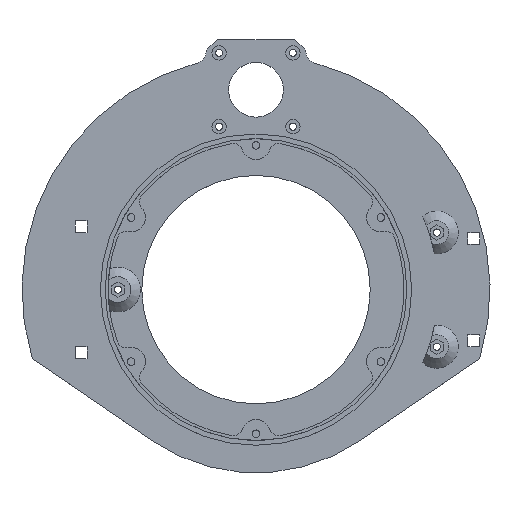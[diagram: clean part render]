
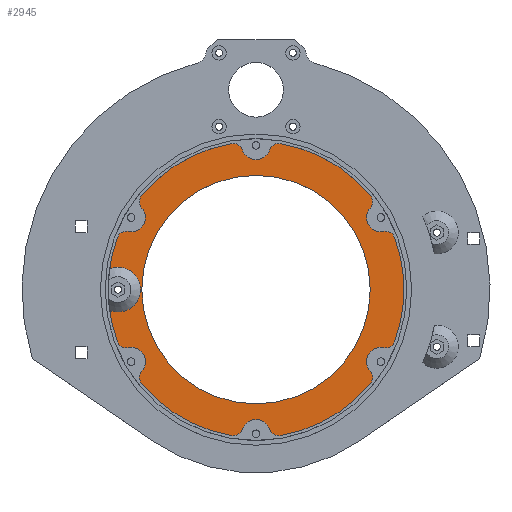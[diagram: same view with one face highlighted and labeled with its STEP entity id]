
A CAD part, top view. The second image highlights one B-rep face of the part: STEP entity #2945.
In plain terms, the highlighted planar face has unit normal (0, 0, 1).
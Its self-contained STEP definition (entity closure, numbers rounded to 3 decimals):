
#53=FACE_BOUND('',#884,.T.);
#693=FACE_OUTER_BOUND('',#883,.T.);
#883=EDGE_LOOP('',(#2313,#2314,#2315,#2316,#2317,#2318,#2319,#2320,#2321,
#2322,#2323,#2324,#2325,#2326,#2327,#2328,#2329,#2330,#2331,#2332,#2333,
#2334,#2335,#2336,#2337,#2338));
#884=EDGE_LOOP('',(#2339));
#1063=CIRCLE('',#3173,4.);
#1065=CIRCLE('',#3176,6.);
#1067=CIRCLE('',#3179,4.);
#1069=CIRCLE('',#3182,62.2);
#1071=CIRCLE('',#3185,4.);
#1073=CIRCLE('',#3188,6.);
#1075=CIRCLE('',#3191,4.);
#1077=CIRCLE('',#3194,62.2);
#1079=CIRCLE('',#3197,4.);
#1081=CIRCLE('',#3200,6.);
#1083=CIRCLE('',#3203,4.);
#1085=CIRCLE('',#3206,62.2);
#1087=CIRCLE('',#3208,62.2);
#1089=CIRCLE('',#3211,4.);
#1091=CIRCLE('',#3214,6.);
#1093=CIRCLE('',#3217,4.);
#1095=CIRCLE('',#3220,62.2);
#1097=CIRCLE('',#3223,4.);
#1099=CIRCLE('',#3226,6.);
#1101=CIRCLE('',#3229,4.);
#1103=CIRCLE('',#3232,62.2);
#1105=CIRCLE('',#3235,4.);
#1107=CIRCLE('',#3238,6.);
#1109=CIRCLE('',#3241,4.);
#1111=CIRCLE('',#3244,62.2);
#1112=CIRCLE('',#3245,9.4);
#1113=CIRCLE('',#3246,48.);
#1316=VERTEX_POINT('',#4724);
#1317=VERTEX_POINT('',#4725);
#1320=VERTEX_POINT('',#4733);
#1322=VERTEX_POINT('',#4739);
#1324=VERTEX_POINT('',#4745);
#1326=VERTEX_POINT('',#4751);
#1328=VERTEX_POINT('',#4757);
#1330=VERTEX_POINT('',#4763);
#1332=VERTEX_POINT('',#4769);
#1334=VERTEX_POINT('',#4775);
#1336=VERTEX_POINT('',#4781);
#1338=VERTEX_POINT('',#4787);
#1340=VERTEX_POINT('',#4793);
#1343=VERTEX_POINT('',#4804);
#1344=VERTEX_POINT('',#4811);
#1346=VERTEX_POINT('',#4817);
#1348=VERTEX_POINT('',#4823);
#1350=VERTEX_POINT('',#4829);
#1352=VERTEX_POINT('',#4835);
#1354=VERTEX_POINT('',#4841);
#1356=VERTEX_POINT('',#4847);
#1358=VERTEX_POINT('',#4853);
#1360=VERTEX_POINT('',#4859);
#1362=VERTEX_POINT('',#4865);
#1364=VERTEX_POINT('',#4871);
#1366=VERTEX_POINT('',#4877);
#1368=VERTEX_POINT('',#4885);
#1663=EDGE_CURVE('',#1316,#1317,#1063,.T.);
#1667=EDGE_CURVE('',#1320,#1316,#1065,.T.);
#1670=EDGE_CURVE('',#1322,#1320,#1067,.T.);
#1673=EDGE_CURVE('',#1324,#1322,#1069,.T.);
#1676=EDGE_CURVE('',#1326,#1324,#1071,.T.);
#1679=EDGE_CURVE('',#1328,#1326,#1073,.T.);
#1682=EDGE_CURVE('',#1330,#1328,#1075,.T.);
#1685=EDGE_CURVE('',#1332,#1330,#1077,.T.);
#1688=EDGE_CURVE('',#1334,#1332,#1079,.T.);
#1691=EDGE_CURVE('',#1336,#1334,#1081,.T.);
#1694=EDGE_CURVE('',#1338,#1336,#1083,.T.);
#1697=EDGE_CURVE('',#1340,#1338,#1085,.T.);
#1701=EDGE_CURVE('',#1344,#1343,#1087,.T.);
#1704=EDGE_CURVE('',#1346,#1344,#1089,.T.);
#1707=EDGE_CURVE('',#1348,#1346,#1091,.T.);
#1710=EDGE_CURVE('',#1350,#1348,#1093,.T.);
#1713=EDGE_CURVE('',#1352,#1350,#1095,.T.);
#1716=EDGE_CURVE('',#1354,#1352,#1097,.T.);
#1719=EDGE_CURVE('',#1356,#1354,#1099,.T.);
#1722=EDGE_CURVE('',#1358,#1356,#1101,.T.);
#1725=EDGE_CURVE('',#1360,#1358,#1103,.T.);
#1728=EDGE_CURVE('',#1362,#1360,#1105,.T.);
#1731=EDGE_CURVE('',#1364,#1362,#1107,.T.);
#1734=EDGE_CURVE('',#1366,#1364,#1109,.T.);
#1737=EDGE_CURVE('',#1317,#1366,#1111,.T.);
#1738=EDGE_CURVE('',#1340,#1343,#1112,.T.);
#1739=EDGE_CURVE('',#1368,#1368,#1113,.T.);
#2313=ORIENTED_EDGE('',*,*,#1663,.T.);
#2314=ORIENTED_EDGE('',*,*,#1737,.T.);
#2315=ORIENTED_EDGE('',*,*,#1734,.T.);
#2316=ORIENTED_EDGE('',*,*,#1731,.T.);
#2317=ORIENTED_EDGE('',*,*,#1728,.T.);
#2318=ORIENTED_EDGE('',*,*,#1725,.T.);
#2319=ORIENTED_EDGE('',*,*,#1722,.T.);
#2320=ORIENTED_EDGE('',*,*,#1719,.T.);
#2321=ORIENTED_EDGE('',*,*,#1716,.T.);
#2322=ORIENTED_EDGE('',*,*,#1713,.T.);
#2323=ORIENTED_EDGE('',*,*,#1710,.T.);
#2324=ORIENTED_EDGE('',*,*,#1707,.T.);
#2325=ORIENTED_EDGE('',*,*,#1704,.T.);
#2326=ORIENTED_EDGE('',*,*,#1701,.T.);
#2327=ORIENTED_EDGE('',*,*,#1738,.F.);
#2328=ORIENTED_EDGE('',*,*,#1697,.T.);
#2329=ORIENTED_EDGE('',*,*,#1694,.T.);
#2330=ORIENTED_EDGE('',*,*,#1691,.T.);
#2331=ORIENTED_EDGE('',*,*,#1688,.T.);
#2332=ORIENTED_EDGE('',*,*,#1685,.T.);
#2333=ORIENTED_EDGE('',*,*,#1682,.T.);
#2334=ORIENTED_EDGE('',*,*,#1679,.T.);
#2335=ORIENTED_EDGE('',*,*,#1676,.T.);
#2336=ORIENTED_EDGE('',*,*,#1673,.T.);
#2337=ORIENTED_EDGE('',*,*,#1670,.T.);
#2338=ORIENTED_EDGE('',*,*,#1667,.T.);
#2339=ORIENTED_EDGE('',*,*,#1739,.T.);
#2811=PLANE('',#3243);
#2945=ADVANCED_FACE('',(#693,#53),#2811,.T.);
#3173=AXIS2_PLACEMENT_3D('',#4726,#3755,#3756);
#3176=AXIS2_PLACEMENT_3D('',#4734,#3763,#3764);
#3179=AXIS2_PLACEMENT_3D('',#4740,#3770,#3771);
#3182=AXIS2_PLACEMENT_3D('',#4746,#3777,#3778);
#3185=AXIS2_PLACEMENT_3D('',#4752,#3784,#3785);
#3188=AXIS2_PLACEMENT_3D('',#4758,#3791,#3792);
#3191=AXIS2_PLACEMENT_3D('',#4764,#3798,#3799);
#3194=AXIS2_PLACEMENT_3D('',#4770,#3805,#3806);
#3197=AXIS2_PLACEMENT_3D('',#4776,#3812,#3813);
#3200=AXIS2_PLACEMENT_3D('',#4782,#3819,#3820);
#3203=AXIS2_PLACEMENT_3D('',#4788,#3826,#3827);
#3206=AXIS2_PLACEMENT_3D('',#4794,#3833,#3834);
#3208=AXIS2_PLACEMENT_3D('',#4812,#3837,#3838);
#3211=AXIS2_PLACEMENT_3D('',#4818,#3844,#3845);
#3214=AXIS2_PLACEMENT_3D('',#4824,#3851,#3852);
#3217=AXIS2_PLACEMENT_3D('',#4830,#3858,#3859);
#3220=AXIS2_PLACEMENT_3D('',#4836,#3865,#3866);
#3223=AXIS2_PLACEMENT_3D('',#4842,#3872,#3873);
#3226=AXIS2_PLACEMENT_3D('',#4848,#3879,#3880);
#3229=AXIS2_PLACEMENT_3D('',#4854,#3886,#3887);
#3232=AXIS2_PLACEMENT_3D('',#4860,#3893,#3894);
#3235=AXIS2_PLACEMENT_3D('',#4866,#3900,#3901);
#3238=AXIS2_PLACEMENT_3D('',#4872,#3907,#3908);
#3241=AXIS2_PLACEMENT_3D('',#4878,#3914,#3915);
#3243=AXIS2_PLACEMENT_3D('',#4882,#3919,#3920);
#3244=AXIS2_PLACEMENT_3D('',#4883,#3921,#3922);
#3245=AXIS2_PLACEMENT_3D('',#4884,#3923,#3924);
#3246=AXIS2_PLACEMENT_3D('',#4886,#3925,#3926);
#3755=DIRECTION('center_axis',(0.,0.,1.));
#3756=DIRECTION('ref_axis',(0.484,-0.875,0.));
#3763=DIRECTION('center_axis',(0.,0.,-1.));
#3764=DIRECTION('ref_axis',(0.679,0.734,0.));
#3770=DIRECTION('center_axis',(0.,0.,1.));
#3771=DIRECTION('ref_axis',(1.,0.018,0.));
#3777=DIRECTION('center_axis',(0.,0.,1.));
#3778=DIRECTION('ref_axis',(-1.,0.,0.));
#3784=DIRECTION('center_axis',(0.,0.,1.));
#3785=DIRECTION('ref_axis',(-0.516,-0.857,0.));
#3791=DIRECTION('center_axis',(0.,0.,-1.));
#3792=DIRECTION('ref_axis',(0.975,-0.221,0.));
#3798=DIRECTION('center_axis',(0.,0.,1.));
#3799=DIRECTION('ref_axis',(0.516,-0.857,0.));
#3805=DIRECTION('center_axis',(0.,0.,1.));
#3806=DIRECTION('ref_axis',(-1.,0.,0.));
#3812=DIRECTION('center_axis',(0.,0.,1.));
#3813=DIRECTION('ref_axis',(-1.,0.018,0.));
#3819=DIRECTION('center_axis',(0.,0.,-1.));
#3820=DIRECTION('ref_axis',(0.297,-0.955,0.));
#3826=DIRECTION('center_axis',(0.,0.,1.));
#3827=DIRECTION('ref_axis',(-0.484,-0.875,0.));
#3833=DIRECTION('center_axis',(0.,0.,1.));
#3834=DIRECTION('ref_axis',(-1.,0.,0.));
#3837=DIRECTION('center_axis',(0.,0.,1.));
#3838=DIRECTION('ref_axis',(-1.,0.,0.));
#3844=DIRECTION('center_axis',(0.,0.,1.));
#3845=DIRECTION('ref_axis',(-0.484,0.875,0.));
#3851=DIRECTION('center_axis',(0.,0.,-1.));
#3852=DIRECTION('ref_axis',(-0.679,-0.734,0.));
#3858=DIRECTION('center_axis',(0.,0.,1.));
#3859=DIRECTION('ref_axis',(-1.,-0.018,0.));
#3865=DIRECTION('center_axis',(0.,0.,1.));
#3866=DIRECTION('ref_axis',(-1.,0.,0.));
#3872=DIRECTION('center_axis',(0.,0.,1.));
#3873=DIRECTION('ref_axis',(0.516,0.857,0.));
#3879=DIRECTION('center_axis',(0.,0.,-1.));
#3880=DIRECTION('ref_axis',(-0.975,0.221,0.));
#3886=DIRECTION('center_axis',(0.,0.,1.));
#3887=DIRECTION('ref_axis',(-0.516,0.857,0.));
#3893=DIRECTION('center_axis',(0.,0.,1.));
#3894=DIRECTION('ref_axis',(-1.,0.,0.));
#3900=DIRECTION('center_axis',(0.,0.,1.));
#3901=DIRECTION('ref_axis',(1.,-0.018,0.));
#3907=DIRECTION('center_axis',(0.,0.,-1.));
#3908=DIRECTION('ref_axis',(-0.297,0.955,0.));
#3914=DIRECTION('center_axis',(0.,0.,1.));
#3915=DIRECTION('ref_axis',(0.484,0.875,0.));
#3919=DIRECTION('center_axis',(0.,0.,1.));
#3920=DIRECTION('ref_axis',(1.,0.,0.));
#3921=DIRECTION('center_axis',(0.,0.,1.));
#3922=DIRECTION('ref_axis',(-1.,0.,0.));
#3923=DIRECTION('center_axis',(0.,0.,1.));
#3924=DIRECTION('ref_axis',(1.,0.,0.));
#3925=DIRECTION('center_axis',(0.,0.,-1.));
#3926=DIRECTION('ref_axis',(1.,0.,0.));
#4724=CARTESIAN_POINT('',(53.675,-24.42,5.));
#4725=CARTESIAN_POINT('',(58.214,-21.909,5.));
#4726=CARTESIAN_POINT('Origin',(54.47,-20.5,5.));
#4733=CARTESIAN_POINT('',(47.986,-34.274,5.));
#4734=CARTESIAN_POINT('Origin',(52.481,-30.3,5.));
#4739=CARTESIAN_POINT('',(48.08,-39.46,5.));
#4740=CARTESIAN_POINT('Origin',(44.988,-36.923,5.));
#4745=CARTESIAN_POINT('',(10.133,-61.369,5.));
#4746=CARTESIAN_POINT('Origin',(0.,0.,5.));
#4751=CARTESIAN_POINT('',(5.689,-58.693,5.));
#4752=CARTESIAN_POINT('Origin',(9.482,-57.422,5.));
#4757=CARTESIAN_POINT('',(-5.689,-58.693,5.));
#4758=CARTESIAN_POINT('Origin',(0.,-60.6,5.));
#4763=CARTESIAN_POINT('',(-10.133,-61.369,5.));
#4764=CARTESIAN_POINT('Origin',(-9.482,-57.422,5.));
#4769=CARTESIAN_POINT('',(-48.08,-39.46,5.));
#4770=CARTESIAN_POINT('Origin',(0.,0.,5.));
#4775=CARTESIAN_POINT('',(-47.986,-34.274,5.));
#4776=CARTESIAN_POINT('Origin',(-44.988,-36.923,5.));
#4781=CARTESIAN_POINT('',(-53.675,-24.42,5.));
#4782=CARTESIAN_POINT('Origin',(-52.481,-30.3,5.));
#4787=CARTESIAN_POINT('',(-58.214,-21.909,5.));
#4788=CARTESIAN_POINT('Origin',(-54.47,-20.5,5.));
#4793=CARTESIAN_POINT('',(-61.59,-8.687,5.));
#4794=CARTESIAN_POINT('Origin',(0.,0.,5.));
#4804=CARTESIAN_POINT('',(-61.59,8.687,5.));
#4811=CARTESIAN_POINT('',(-58.214,21.909,5.));
#4812=CARTESIAN_POINT('Origin',(0.,0.,5.));
#4817=CARTESIAN_POINT('',(-53.675,24.42,5.));
#4818=CARTESIAN_POINT('Origin',(-54.47,20.5,5.));
#4823=CARTESIAN_POINT('',(-47.986,34.274,5.));
#4824=CARTESIAN_POINT('Origin',(-52.481,30.3,5.));
#4829=CARTESIAN_POINT('',(-48.08,39.46,5.));
#4830=CARTESIAN_POINT('Origin',(-44.988,36.923,5.));
#4835=CARTESIAN_POINT('',(-10.133,61.369,5.));
#4836=CARTESIAN_POINT('Origin',(0.,0.,5.));
#4841=CARTESIAN_POINT('',(-5.689,58.693,5.));
#4842=CARTESIAN_POINT('Origin',(-9.482,57.422,5.));
#4847=CARTESIAN_POINT('',(5.689,58.693,5.));
#4848=CARTESIAN_POINT('Origin',(0.,60.6,5.));
#4853=CARTESIAN_POINT('',(10.133,61.369,5.));
#4854=CARTESIAN_POINT('Origin',(9.482,57.422,5.));
#4859=CARTESIAN_POINT('',(48.08,39.46,5.));
#4860=CARTESIAN_POINT('Origin',(0.,0.,5.));
#4865=CARTESIAN_POINT('',(47.986,34.274,5.));
#4866=CARTESIAN_POINT('Origin',(44.988,36.923,5.));
#4871=CARTESIAN_POINT('',(53.675,24.42,5.));
#4872=CARTESIAN_POINT('Origin',(52.481,30.3,5.));
#4877=CARTESIAN_POINT('',(58.214,21.909,5.));
#4878=CARTESIAN_POINT('Origin',(54.47,20.5,5.));
#4882=CARTESIAN_POINT('Origin',(0.,0.,5.));
#4883=CARTESIAN_POINT('Origin',(0.,0.,5.));
#4884=CARTESIAN_POINT('Origin',(-58.,0.,5.));
#4885=CARTESIAN_POINT('',(-48.,0.,5.));
#4886=CARTESIAN_POINT('Origin',(0.,0.,5.));
